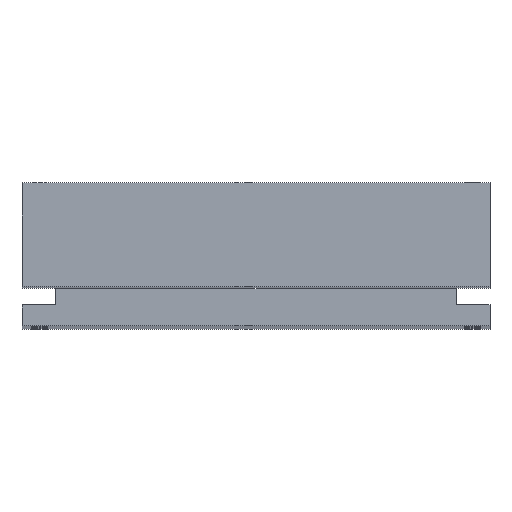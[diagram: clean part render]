
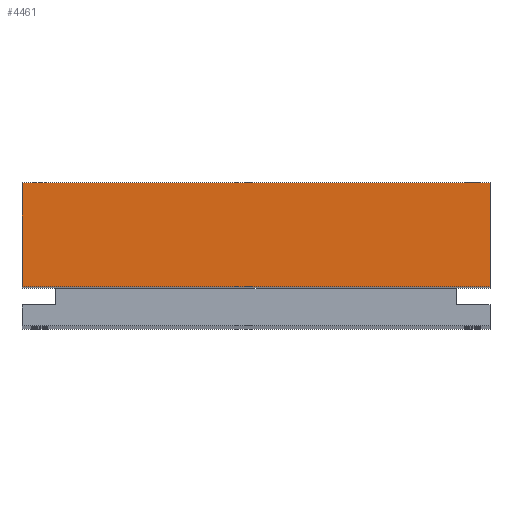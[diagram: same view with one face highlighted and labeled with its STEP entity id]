
A CAD part, top view. The second image highlights one B-rep face of the part: STEP entity #4461.
In plain terms, the highlighted planar face has unit normal (0, 0, 1).
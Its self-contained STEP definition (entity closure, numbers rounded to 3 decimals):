
#90 = CARTESIAN_POINT ( 'NONE',  ( 0., 0., 280. ) ) ;
#209 = DIRECTION ( 'NONE',  ( 1., 0., 0. ) ) ;
#268 = EDGE_CURVE ( 'NONE', #3271, #3183, #6619, .T. ) ;
#468 = ORIENTED_EDGE ( 'NONE', *, *, #268, .T. ) ;
#481 = FACE_OUTER_BOUND ( 'NONE', #5180, .T. ) ;
#489 = CARTESIAN_POINT ( 'NONE',  ( 135., 0., 280. ) ) ;
#868 = EDGE_CURVE ( 'NONE', #6742, #3015, #911, .T. ) ;
#911 = LINE ( 'NONE', #968, #2527 ) ;
#968 = CARTESIAN_POINT ( 'NONE',  ( 0., 30., 280. ) ) ;
#1222 = VECTOR ( 'NONE', #4385, 1000. ) ;
#1280 = CARTESIAN_POINT ( 'NONE',  ( 135., 30., 280. ) ) ;
#1411 = CARTESIAN_POINT ( 'NONE',  ( 135., 0., 280. ) ) ;
#1517 = DIRECTION ( 'NONE',  ( -1., 0., 0. ) ) ;
#2527 = VECTOR ( 'NONE', #1517, 1000. ) ;
#2582 = PLANE ( 'NONE',  #4640 ) ;
#2615 = CARTESIAN_POINT ( 'NONE',  ( 0., 0., 280. ) ) ;
#3015 = VERTEX_POINT ( 'NONE', #4486 ) ;
#3065 = LINE ( 'NONE', #489, #5972 ) ;
#3183 = VERTEX_POINT ( 'NONE', #1411 ) ;
#3271 = VERTEX_POINT ( 'NONE', #6694 ) ;
#3362 = ORIENTED_EDGE ( 'NONE', *, *, #3632, .T. ) ;
#3576 = ORIENTED_EDGE ( 'NONE', *, *, #6513, .T. ) ;
#3632 = EDGE_CURVE ( 'NONE', #3015, #3271, #3762, .T. ) ;
#3762 = LINE ( 'NONE', #90, #1222 ) ;
#4199 = DIRECTION ( 'NONE',  ( 0., 1., 0. ) ) ;
#4385 = DIRECTION ( 'NONE',  ( 0., -1., 0. ) ) ;
#4461 = ADVANCED_FACE ( 'NONE', ( #481 ), #2582, .F. ) ;
#4486 = CARTESIAN_POINT ( 'NONE',  ( 0., 30., 280. ) ) ;
#4640 = AXIS2_PLACEMENT_3D ( 'NONE', #2615, #4670, #5771 ) ;
#4670 = DIRECTION ( 'NONE',  ( 0., 0., -1. ) ) ;
#4846 = VECTOR ( 'NONE', #209, 1000. ) ;
#5180 = EDGE_LOOP ( 'NONE', ( #3362, #468, #3576, #6028 ) ) ;
#5564 = CARTESIAN_POINT ( 'NONE',  ( 0., 0., 280. ) ) ;
#5771 = DIRECTION ( 'NONE',  ( -1., 0., 0. ) ) ;
#5972 = VECTOR ( 'NONE', #4199, 1000. ) ;
#6028 = ORIENTED_EDGE ( 'NONE', *, *, #868, .T. ) ;
#6513 = EDGE_CURVE ( 'NONE', #3183, #6742, #3065, .T. ) ;
#6619 = LINE ( 'NONE', #5564, #4846 ) ;
#6694 = CARTESIAN_POINT ( 'NONE',  ( 0., 0., 280. ) ) ;
#6742 = VERTEX_POINT ( 'NONE', #1280 ) ;
